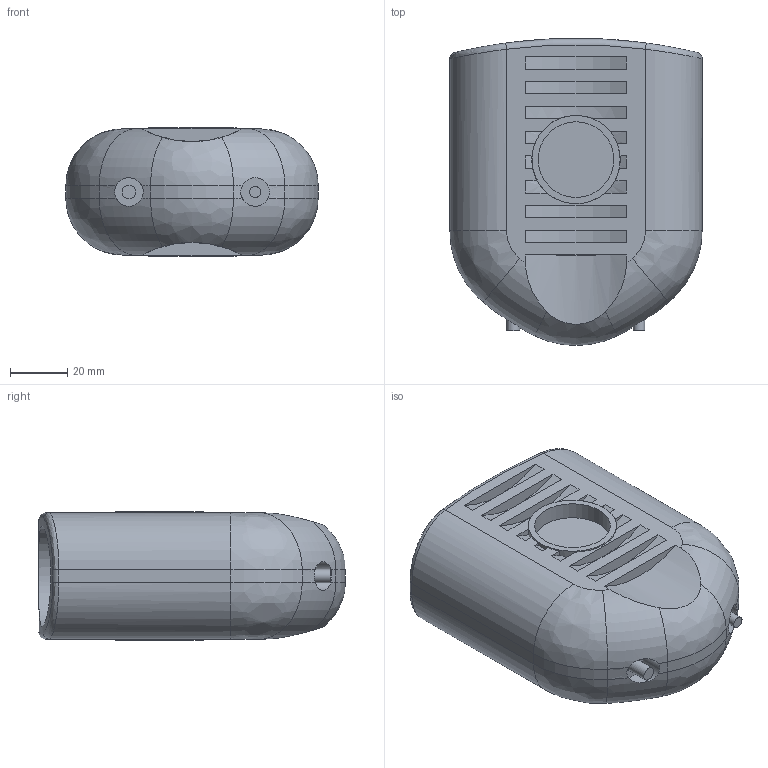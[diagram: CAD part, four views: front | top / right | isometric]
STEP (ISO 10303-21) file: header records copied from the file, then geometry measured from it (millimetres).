
FILE_DESCRIPTION(/* description */ ('PLASSON 180° ELBOW 32'),/* implementation_level */ '2;1');
FILE_NAME(/* name */ '490904032.ipt.stp',/* time_stamp */ '2017-11-06T09:12:22+02:00',/* author */ ('Кирилл'),/* organization */ (''),/* preprocessor_version */ 'ST-DEVELOPER v15.6',/* originating_system */ 'Autodesk Inventor 2015',/* authorisation */ '');
FILE_SCHEMA (('AUTOMOTIVE_DESIGN { 1 0 10303 214 3 1 1 }'));
Length unit declared in the file: millimetre
Products named in the file (1): 490904032
Bounding box: 88 x 107.07 x 44.88 mm (x, y, z)
Volume: 202496.1 mm3; surface area: 44068.1 mm2
Topology: 1 solids, 1 shells, 131 faces, 315 edges, 204 vertices
Faces by surface type: plane 64, cylinder 50, bspline 10, torus 7
Full cylindrical faces by diameter (mm): 4 x1, 4.8 x1, 10 x2, 26.4 x2, 30.8 x2, 32 x2, 35.2 x2
Entity records: 4260 total; most frequent: CARTESIAN_POINT 1256, DIRECTION 630, ORIENTED_EDGE 592, EDGE_CURVE 296, AXIS2_PLACEMENT_3D 250, VERTEX_POINT 198, EDGE_LOOP 164, FACE_OUTER_BOUND 131
